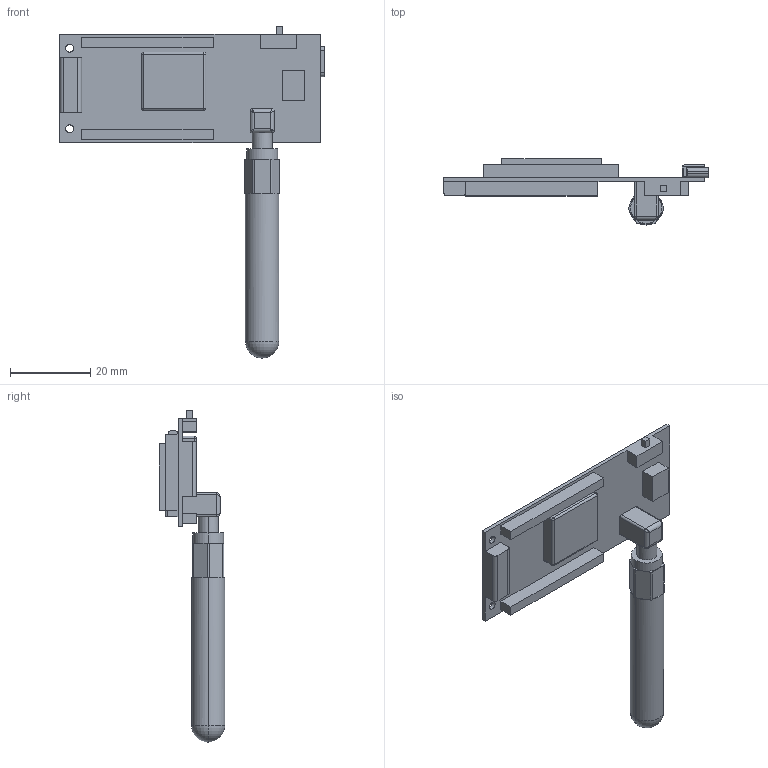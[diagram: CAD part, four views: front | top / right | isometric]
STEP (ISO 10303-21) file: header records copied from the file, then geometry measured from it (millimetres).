
FILE_DESCRIPTION (( 'STEP AP214' ), '1' );
FILE_NAME ('TTGO LoRa32 V2.1.STEP', '2026-01-29T01:48:26', ( '' ), ( '' ), 'SwSTEP 2.0', 'SolidWorks 2025', '' );
FILE_SCHEMA (( 'AUTOMOTIVE_DESIGN' ));
Length unit declared in the file: millimetre
Products named in the file (1): TTGO LoRa32 V2.1
Bounding box: 65.9 x 16.35 x 82.6 mm (x, y, z)
Volume: 9514.2 mm3; surface area: 9498.7 mm2
Topology: 5 solids, 5 shells, 160 faces, 382 edges, 234 vertices
Faces by surface type: plane 101, cylinder 49, sphere 4, bspline 4, torus 2
Entity records: 4689 total; most frequent: CARTESIAN_POINT 936, DIRECTION 774, ORIENTED_EDGE 748, EDGE_CURVE 374, LINE 262, VECTOR 262, AXIS2_PLACEMENT_3D 256, VERTEX_POINT 234
